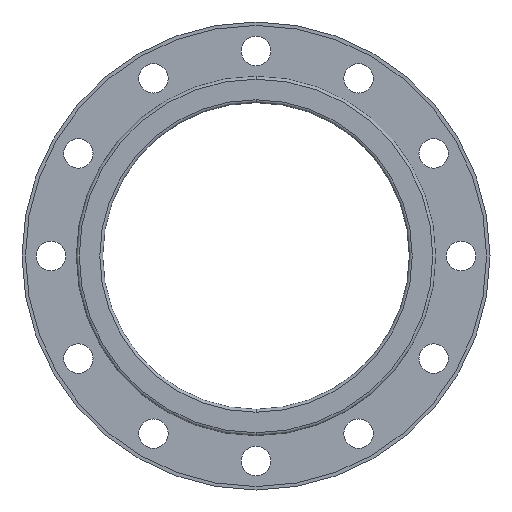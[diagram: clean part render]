
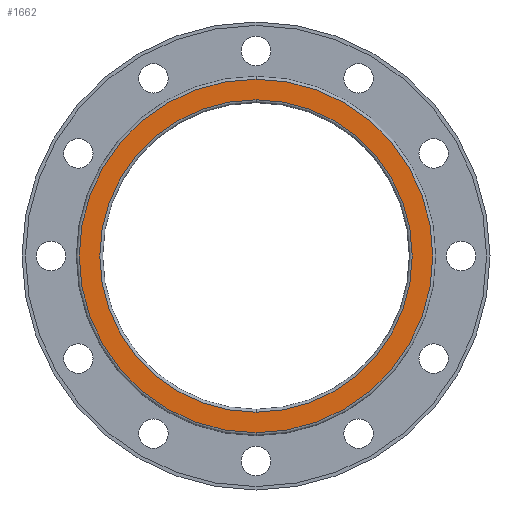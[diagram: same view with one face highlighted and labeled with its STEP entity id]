
A CAD part, front view. The second image highlights one B-rep face of the part: STEP entity #1662.
In plain terms, the highlighted planar face has unit normal (0, -1, 0).
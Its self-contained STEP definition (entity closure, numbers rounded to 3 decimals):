
#11 = VERTEX_POINT ( 'NONE', #1491 ) ;
#47 = AXIS2_PLACEMENT_3D ( 'NONE', #990, #703, #1579 ) ;
#133 = CARTESIAN_POINT ( 'NONE',  ( 0., -2.5, 153. ) ) ;
#256 = CARTESIAN_POINT ( 'NONE',  ( 0., -2.5, 0. ) ) ;
#270 = DIRECTION ( 'NONE',  ( 0., 1., 0. ) ) ;
#292 = PLANE ( 'NONE',  #1159 ) ;
#323 = EDGE_LOOP ( 'NONE', ( #1238, #1825 ) ) ;
#348 = ORIENTED_EDGE ( 'NONE', *, *, #1154, .F. ) ;
#475 = AXIS2_PLACEMENT_3D ( 'NONE', #1917, #1760, #1447 ) ;
#506 = DIRECTION ( 'NONE',  ( 0., 0., 1. ) ) ;
#517 = EDGE_LOOP ( 'NONE', ( #1893, #348 ) ) ;
#564 = VERTEX_POINT ( 'NONE', #1692 ) ;
#616 = CARTESIAN_POINT ( 'NONE',  ( 0., -2.5, 0. ) ) ;
#646 = DIRECTION ( 'NONE',  ( 0., 1., 0. ) ) ;
#653 = CIRCLE ( 'NONE', #475, 153. ) ;
#703 = DIRECTION ( 'NONE',  ( 0., 1., 0. ) ) ;
#769 = DIRECTION ( 'NONE',  ( 0., 1., 0. ) ) ;
#781 = AXIS2_PLACEMENT_3D ( 'NONE', #1521, #646, #506 ) ;
#821 = VERTEX_POINT ( 'NONE', #1041 ) ;
#831 = EDGE_CURVE ( 'NONE', #11, #564, #1371, .T. ) ;
#888 = FACE_BOUND ( 'NONE', #323, .T. ) ;
#921 = EDGE_CURVE ( 'NONE', #564, #11, #1464, .T. ) ;
#990 = CARTESIAN_POINT ( 'NONE',  ( 0., -2.5, 0. ) ) ;
#1040 = CIRCLE ( 'NONE', #47, 153. ) ;
#1041 = CARTESIAN_POINT ( 'NONE',  ( 0., -2.5, -153. ) ) ;
#1049 = DIRECTION ( 'NONE',  ( 0., 0., 1. ) ) ;
#1154 = EDGE_CURVE ( 'NONE', #821, #1242, #1040, .T. ) ;
#1159 = AXIS2_PLACEMENT_3D ( 'NONE', #256, #270, #1315 ) ;
#1219 = AXIS2_PLACEMENT_3D ( 'NONE', #616, #769, #1049 ) ;
#1238 = ORIENTED_EDGE ( 'NONE', *, *, #831, .T. ) ;
#1242 = VERTEX_POINT ( 'NONE', #133 ) ;
#1315 = DIRECTION ( 'NONE',  ( 0., 0., 1. ) ) ;
#1371 = CIRCLE ( 'NONE', #1219, 135.19 ) ;
#1447 = DIRECTION ( 'NONE',  ( 0., 0., 1. ) ) ;
#1464 = CIRCLE ( 'NONE', #781, 135.19 ) ;
#1491 = CARTESIAN_POINT ( 'NONE',  ( 0., -2.5, 135.19 ) ) ;
#1521 = CARTESIAN_POINT ( 'NONE',  ( 0., -2.5, 0. ) ) ;
#1579 = DIRECTION ( 'NONE',  ( 0., 0., 1. ) ) ;
#1615 = FACE_OUTER_BOUND ( 'NONE', #517, .T. ) ;
#1662 = ADVANCED_FACE ( 'NONE', ( #1615, #888 ), #292, .F. ) ;
#1679 = EDGE_CURVE ( 'NONE', #1242, #821, #653, .T. ) ;
#1692 = CARTESIAN_POINT ( 'NONE',  ( 0., -2.5, -135.19 ) ) ;
#1760 = DIRECTION ( 'NONE',  ( 0., 1., 0. ) ) ;
#1825 = ORIENTED_EDGE ( 'NONE', *, *, #921, .T. ) ;
#1893 = ORIENTED_EDGE ( 'NONE', *, *, #1679, .F. ) ;
#1917 = CARTESIAN_POINT ( 'NONE',  ( 0., -2.5, 0. ) ) ;
